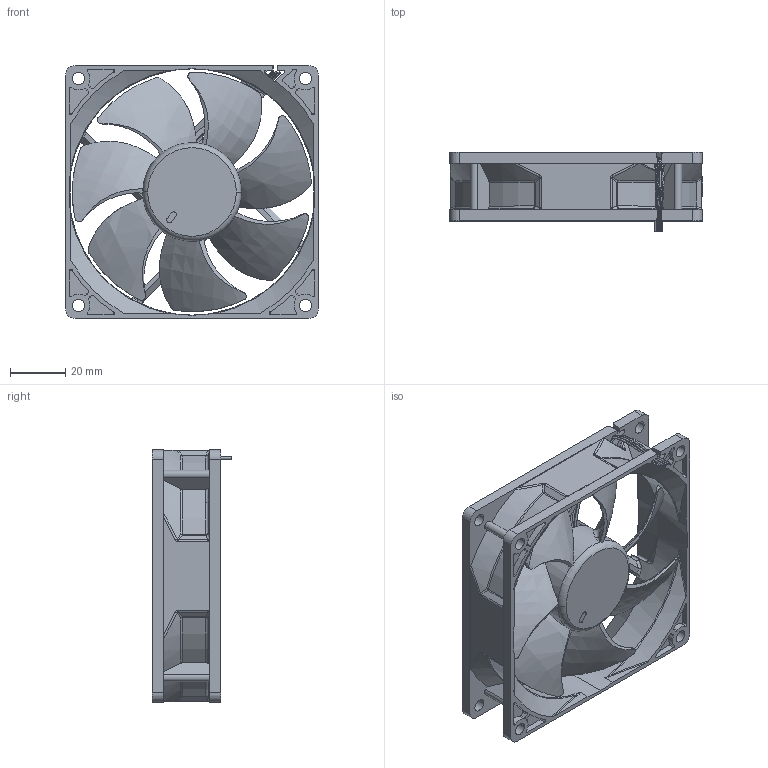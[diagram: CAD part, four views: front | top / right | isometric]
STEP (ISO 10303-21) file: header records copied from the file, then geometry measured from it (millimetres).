
FILE_DESCRIPTION (( 'STEP AP214' ), '1' );
FILE_NAME ('Same_Sky_CFM-9225C-225-317-20.step', '2024-10-01T19:54:39', ( '' ), ( '' ), 'SwSTEP 2.0', 'SolidWorks 2024', '' );
FILE_SCHEMA (( 'AUTOMOTIVE_DESIGN' ));
Length unit declared in the file: inch
Products named in the file (1): Same_Sky_CFM-9225C-225-317-20
Bounding box: 92 x 29 x 92 mm (x, y, z)
Volume: 38644.2 mm3; surface area: 43825.2 mm2
Topology: 5 solids, 5 shells, 646 faces, 1774 edges, 1136 vertices
Faces by surface type: bspline 186, plane 176, cylinder 169, cone 65, torus 34, sphere 16
Entity records: 36375 total; most frequent: CARTESIAN_POINT 21639, ORIENTED_EDGE 3520, DIRECTION 2468, EDGE_CURVE 1760, VERTEX_POINT 1136, AXIS2_PLACEMENT_3D 957, B_SPLINE_CURVE_WITH_KNOTS 691, EDGE_LOOP 684
